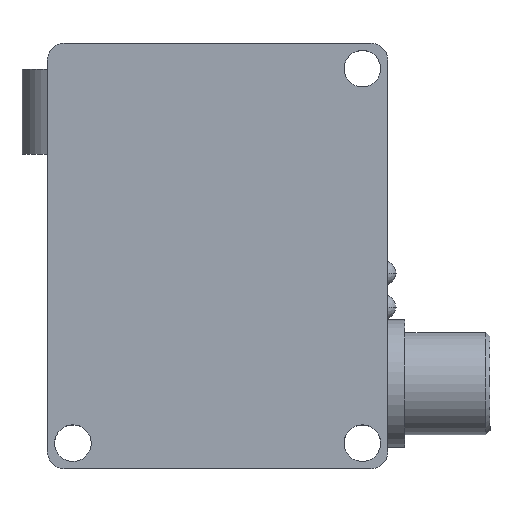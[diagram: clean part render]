
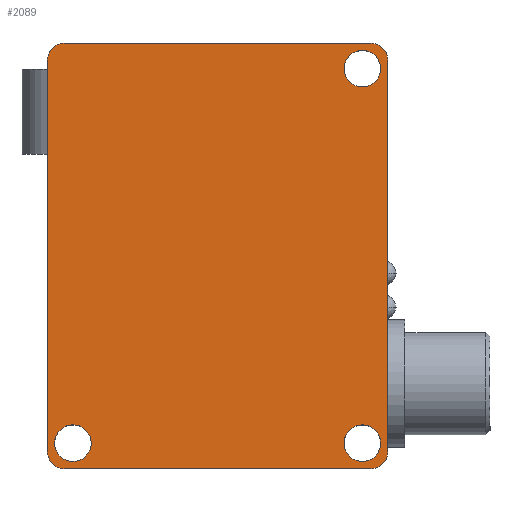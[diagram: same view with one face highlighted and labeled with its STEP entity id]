
A CAD part, top view. The second image highlights one B-rep face of the part: STEP entity #2089.
In plain terms, the highlighted planar face has unit normal (0, 0, 1).
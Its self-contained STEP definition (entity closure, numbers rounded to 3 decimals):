
#900=CARTESIAN_POINT('',(40.,10.,15.0));
#901=VERTEX_POINT('',#900);
#937=CARTESIAN_POINT('',(40.0,2.,15.0));
#938=VERTEX_POINT('',#937);
#939=CARTESIAN_POINT('',(40.0,10.,15.0));
#940=DIRECTION('',(0.0,-1.0,0.0));
#941=VECTOR('',#940,8.);
#942=LINE('',#939,#941);
#943=EDGE_CURVE('',#901,#938,#942,.T.);
#984=CARTESIAN_POINT('',(40.,48.,15.0));
#985=VERTEX_POINT('',#984);
#992=CARTESIAN_POINT('',(40.,48.,15.0));
#993=DIRECTION('',(0.0,-1.0,0.0));
#994=VECTOR('',#993,38.0);
#995=LINE('',#992,#994);
#996=EDGE_CURVE('',#985,#901,#995,.T.);
#1969=CARTESIAN_POINT('',(38.,50.,15.0));
#1970=VERTEX_POINT('',#1969);
#1971=CARTESIAN_POINT('',(38.,48.,15.0));
#1972=DIRECTION('',(0.0,0.0,-1.0));
#1973=DIRECTION('',(0.707,0.707,0.0));
#1974=AXIS2_PLACEMENT_3D('',#1971,#1972,#1973);
#1975=CIRCLE('',#1974,2.0);
#1976=EDGE_CURVE('',#1970,#985,#1975,.T.);
#1997=CARTESIAN_POINT('',(20.,25.0,15.0));
#1998=DIRECTION('',(0.0,0.0,1.0));
#1999=DIRECTION('',(1.0,0.0,0.0));
#2000=AXIS2_PLACEMENT_3D('',#1997,#1998,#1999);
#2001=PLANE('',#2000);
#2002=ORIENTED_EDGE('',*,*,#1976,.F.);
#2003=CARTESIAN_POINT('',(2.,50.0,15.0));
#2004=VERTEX_POINT('',#2003);
#2005=CARTESIAN_POINT('',(2.,50.0,15.0));
#2006=DIRECTION('',(1.0,0.0,0.0));
#2007=VECTOR('',#2006,36.0);
#2008=LINE('',#2005,#2007);
#2009=EDGE_CURVE('',#2004,#1970,#2008,.T.);
#2010=ORIENTED_EDGE('',*,*,#2009,.F.);
#2011=CARTESIAN_POINT('',(0.,48.0,15.0));
#2012=VERTEX_POINT('',#2011);
#2013=CARTESIAN_POINT('',(2.,48.0,15.0));
#2014=DIRECTION('',(0.0,0.0,-1.0));
#2015=DIRECTION('',(-0.707,0.707,0.0));
#2016=AXIS2_PLACEMENT_3D('',#2013,#2014,#2015);
#2017=CIRCLE('',#2016,2.0);
#2018=EDGE_CURVE('',#2012,#2004,#2017,.T.);
#2019=ORIENTED_EDGE('',*,*,#2018,.F.);
#2020=CARTESIAN_POINT('',(0.,2.,15.0));
#2021=VERTEX_POINT('',#2020);
#2022=CARTESIAN_POINT('',(0.,2.0,15.0));
#2023=DIRECTION('',(0.0,1.0,0.0));
#2024=VECTOR('',#2023,46.0);
#2025=LINE('',#2022,#2024);
#2026=EDGE_CURVE('',#2021,#2012,#2025,.T.);
#2027=ORIENTED_EDGE('',*,*,#2026,.F.);
#2028=CARTESIAN_POINT('',(2.,0.,15.0));
#2029=VERTEX_POINT('',#2028);
#2030=CARTESIAN_POINT('',(2.,2.0,15.0));
#2031=DIRECTION('',(0.0,0.0,-1.0));
#2032=DIRECTION('',(-0.707,-0.707,0.0));
#2033=AXIS2_PLACEMENT_3D('',#2030,#2031,#2032);
#2034=CIRCLE('',#2033,2.0);
#2035=EDGE_CURVE('',#2029,#2021,#2034,.T.);
#2036=ORIENTED_EDGE('',*,*,#2035,.F.);
#2037=CARTESIAN_POINT('',(38.0,0.,15.0));
#2038=VERTEX_POINT('',#2037);
#2039=CARTESIAN_POINT('',(38.0,0.,15.0));
#2040=DIRECTION('',(-1.0,0.0,0.0));
#2041=VECTOR('',#2040,36.0);
#2042=LINE('',#2039,#2041);
#2043=EDGE_CURVE('',#2038,#2029,#2042,.T.);
#2044=ORIENTED_EDGE('',*,*,#2043,.F.);
#2045=CARTESIAN_POINT('',(38.0,2.,15.0));
#2046=DIRECTION('',(0.0,0.0,-1.0));
#2047=DIRECTION('',(0.707,-0.707,0.0));
#2048=AXIS2_PLACEMENT_3D('',#2045,#2046,#2047);
#2049=CIRCLE('',#2048,2.0);
#2050=EDGE_CURVE('',#938,#2038,#2049,.T.);
#2051=ORIENTED_EDGE('',*,*,#2050,.F.);
#2052=ORIENTED_EDGE('',*,*,#943,.F.);
#2053=ORIENTED_EDGE('',*,*,#996,.F.);
#2054=EDGE_LOOP('',(#2002,#2010,#2019,#2027,#2036,#2044,#2051,#2052,#2053));
#2055=FACE_OUTER_BOUND('',#2054,.T.);
#2056=CARTESIAN_POINT('',(39.15,3.0,15.0));
#2057=VERTEX_POINT('',#2056);
#2058=CARTESIAN_POINT('',(37.0,3.0,15.0));
#2059=DIRECTION('',(0.0,0.0,-1.0));
#2060=DIRECTION('',(-1.0,0.0,0.0));
#2061=AXIS2_PLACEMENT_3D('',#2058,#2059,#2060);
#2062=CIRCLE('',#2061,2.15);
#2063=EDGE_CURVE('',#2057,#2057,#2062,.T.);
#2064=ORIENTED_EDGE('',*,*,#2063,.T.);
#2065=EDGE_LOOP('',(#2064));
#2066=FACE_BOUND('',#2065,.T.);
#2067=CARTESIAN_POINT('',(5.15,3.0,15.0));
#2068=VERTEX_POINT('',#2067);
#2069=CARTESIAN_POINT('',(3.,3.0,15.0));
#2070=DIRECTION('',(0.0,0.0,-1.0));
#2071=DIRECTION('',(-1.0,0.0,0.0));
#2072=AXIS2_PLACEMENT_3D('',#2069,#2070,#2071);
#2073=CIRCLE('',#2072,2.15);
#2074=EDGE_CURVE('',#2068,#2068,#2073,.T.);
#2075=ORIENTED_EDGE('',*,*,#2074,.T.);
#2076=EDGE_LOOP('',(#2075));
#2077=FACE_BOUND('',#2076,.T.);
#2078=CARTESIAN_POINT('',(39.15,47.0,15.0));
#2079=VERTEX_POINT('',#2078);
#2080=CARTESIAN_POINT('',(37.,47.0,15.0));
#2081=DIRECTION('',(0.0,0.0,-1.0));
#2082=DIRECTION('',(-1.0,0.0,0.0));
#2083=AXIS2_PLACEMENT_3D('',#2080,#2081,#2082);
#2084=CIRCLE('',#2083,2.15);
#2085=EDGE_CURVE('',#2079,#2079,#2084,.T.);
#2086=ORIENTED_EDGE('',*,*,#2085,.T.);
#2087=EDGE_LOOP('',(#2086));
#2088=FACE_BOUND('',#2087,.T.);
#2089=ADVANCED_FACE('',(#2055,#2066,#2077,#2088),#2001,.T.);
